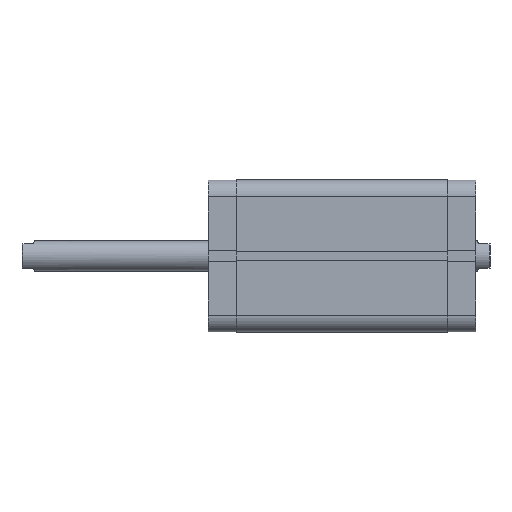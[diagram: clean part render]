
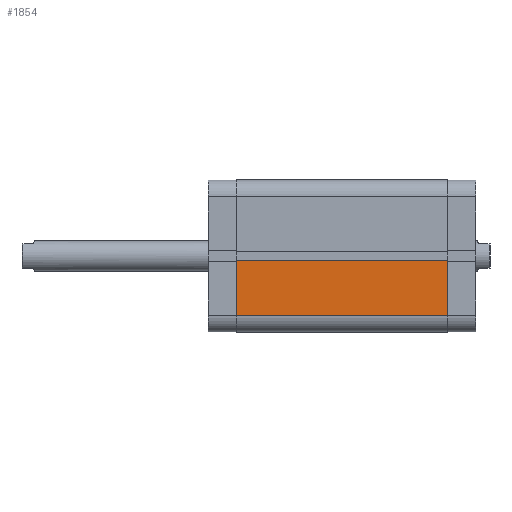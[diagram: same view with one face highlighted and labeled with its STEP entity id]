
A CAD part, front view. The second image highlights one B-rep face of the part: STEP entity #1854.
In plain terms, the highlighted planar face has unit normal (0, -1, 0).
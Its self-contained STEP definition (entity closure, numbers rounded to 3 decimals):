
#1180 = CARTESIAN_POINT ( 'NONE',  ( -2.6, -40., 110.5 ) ) ;
#1182 = CARTESIAN_POINT ( 'NONE',  ( -31., -40., 0. ) ) ;
#1183 = CARTESIAN_POINT ( 'NONE',  ( -31., -40., 110.5 ) ) ;
#1184 = CARTESIAN_POINT ( 'NONE',  ( -2.6, -40., 0. ) ) ;
#1854 = ADVANCED_FACE ( 'NONE', ( #4985 ), #2452, .F. ) ;
#2398 = DIRECTION ( 'NONE',  ( 0., 1., 0. ) ) ;
#2452 = PLANE ( 'NONE',  #4117 ) ;
#2487 = VERTEX_POINT ( 'NONE', #1180 ) ;
#2489 = VERTEX_POINT ( 'NONE', #1182 ) ;
#2490 = VERTEX_POINT ( 'NONE', #1183 ) ;
#2491 = VERTEX_POINT ( 'NONE', #1184 ) ;
#2731 = CARTESIAN_POINT ( 'NONE',  ( 0., -40., 110.5 ) ) ;
#2921 = DIRECTION ( 'NONE',  ( 0., 0., 1. ) ) ;
#3290 = ORIENTED_EDGE ( 'NONE', *, *, #3947, .T. ) ;
#3291 = ORIENTED_EDGE ( 'NONE', *, *, #3946, .F. ) ;
#3292 = ORIENTED_EDGE ( 'NONE', *, *, #3950, .F. ) ;
#3293 = ORIENTED_EDGE ( 'NONE', *, *, #3951, .T. ) ;
#3326 = EDGE_LOOP ( 'NONE', ( #3293, #3292, #3291, #3290 ) ) ;
#3946 = EDGE_CURVE ( 'NONE', #2490, #2487, #6050, .T. ) ;
#3947 = EDGE_CURVE ( 'NONE', #2490, #2489, #6052, .T. ) ;
#3950 = EDGE_CURVE ( 'NONE', #2487, #2491, #6058, .T. ) ;
#3951 = EDGE_CURVE ( 'NONE', #2489, #2491, #6056, .T. ) ;
#4117 = AXIS2_PLACEMENT_3D ( 'NONE', #2731, #2398, #2921 ) ;
#4985 = FACE_OUTER_BOUND ( 'NONE', #3326, .T. ) ;
#6050 = LINE ( 'NONE', #6882, #6051 ) ;
#6051 = VECTOR ( 'NONE', #6883, 1000. ) ;
#6052 = LINE ( 'NONE', #6885, #6053 ) ;
#6053 = VECTOR ( 'NONE', #6886, 1000. ) ;
#6056 = LINE ( 'NONE', #6884, #6060 ) ;
#6058 = LINE ( 'NONE', #6892, #6059 ) ;
#6059 = VECTOR ( 'NONE', #6893, 1000. ) ;
#6060 = VECTOR ( 'NONE', #6895, 1000. ) ;
#6882 = CARTESIAN_POINT ( 'NONE',  ( 0., -40., 110.5 ) ) ;
#6883 = DIRECTION ( 'NONE',  ( 1., 0., 0. ) ) ;
#6884 = CARTESIAN_POINT ( 'NONE',  ( 0., -40., 0. ) ) ;
#6885 = CARTESIAN_POINT ( 'NONE',  ( -31., -40., 110.5 ) ) ;
#6886 = DIRECTION ( 'NONE',  ( 0., 0., -1. ) ) ;
#6892 = CARTESIAN_POINT ( 'NONE',  ( -2.6, -40., 110.5 ) ) ;
#6893 = DIRECTION ( 'NONE',  ( 0., 0., -1. ) ) ;
#6895 = DIRECTION ( 'NONE',  ( 1., 0., 0. ) ) ;
